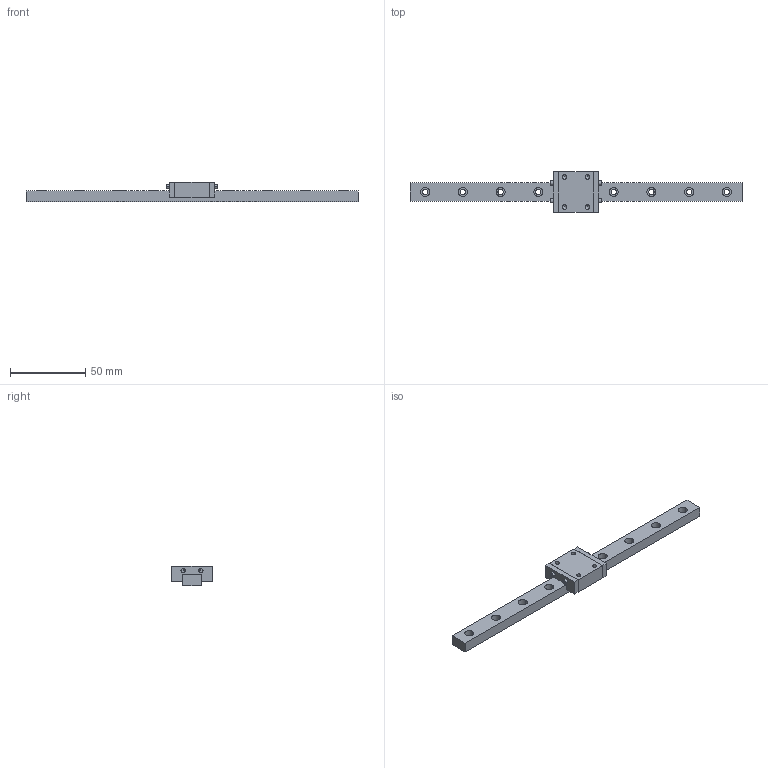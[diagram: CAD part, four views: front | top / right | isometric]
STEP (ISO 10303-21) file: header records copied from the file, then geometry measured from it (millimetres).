
FILE_DESCRIPTION((''),'2;1');
FILE_NAME('BSG13-1-220_ASM','2020-01-31T',('SYSTEM'),(''),'PRO/ENGINEER BY PARAMETRIC TECHNOLOGY CORPORATION, 2016360','PRO/ENGINEER BY PARAMETRIC TECHNOLOGY CORPORATION, 2016360','');
FILE_SCHEMA(('AUTOMOTIVE_DESIGN { 1 0 10303 214 1 1 1 1 }'));
Length unit declared in the file: millimetre
Products named in the file (3): R13-220; C13; BSG13-1-220_ASM
Assembly tree (2 placements, depth 2):
  BSG13-1-220_ASM
    R13-220
    C13
Bounding box: 220 x 27 x 13 mm (x, y, z)
Volume: 24131.8 mm3; surface area: 12599 mm2
Topology: 2 solids, 2 shells, 159 faces, 400 edges, 260 vertices
Faces by surface type: plane 99, cylinder 52, cone 8
Entity records: 5032 total; most frequent: DIRECTION 824, CARTESIAN_POINT 823, ORIENTED_EDGE 784, EDGE_CURVE 392, VECTOR 288, LINE 288, AXIS2_PLACEMENT_3D 268, VERTEX_POINT 260
